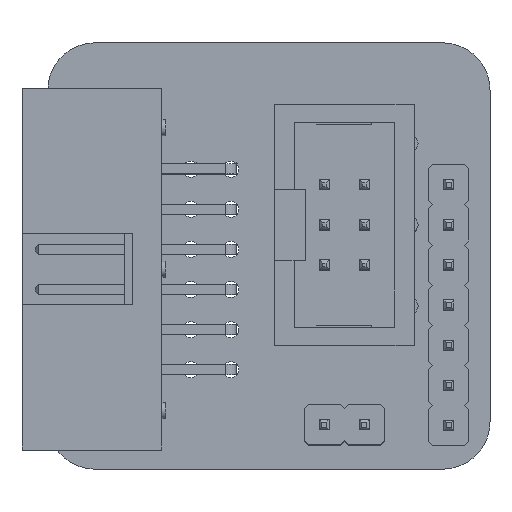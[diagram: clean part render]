
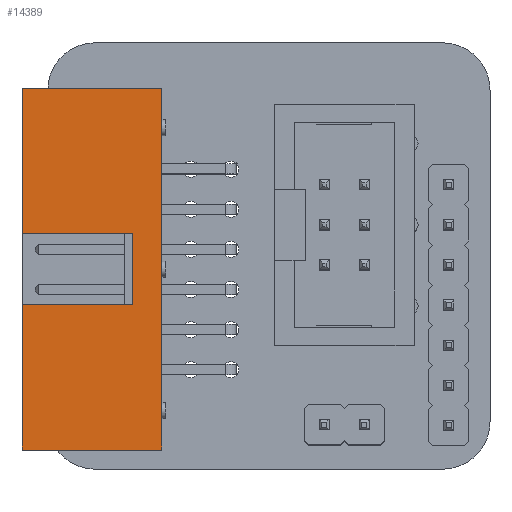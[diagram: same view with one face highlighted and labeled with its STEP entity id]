
A CAD part, top view. The second image highlights one B-rep face of the part: STEP entity #14389.
In plain terms, the highlighted planar face has unit normal (0, 0, 1).
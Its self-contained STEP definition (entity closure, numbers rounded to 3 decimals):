
#14389 = ADVANCED_FACE('',(#14390),#14404,.T.);
#14390 = FACE_BOUND('',#14391,.T.);
#14391 = EDGE_LOOP('',(#14392,#14427,#14455,#14483,#14511,#14539,#14567,
    #14595));
#14392 = ORIENTED_EDGE('',*,*,#14393,.F.);
#14393 = EDGE_CURVE('',#14394,#14396,#14398,.T.);
#14394 = VERTEX_POINT('',#14395);
#14395 = CARTESIAN_POINT('',(4.38,5.1,9.095));
#14396 = VERTEX_POINT('',#14397);
#14397 = CARTESIAN_POINT('',(13.23,5.1,9.095));
#14398 = SURFACE_CURVE('',#14399,(#14403,#14415),.PCURVE_S1.);
#14399 = LINE('',#14400,#14401);
#14400 = CARTESIAN_POINT('',(4.38,5.1,9.095));
#14401 = VECTOR('',#14402,1.);
#14402 = DIRECTION('',(1.,0.,0.));
#14403 = PCURVE('',#14404,#14409);
#14404 = PLANE('',#14405);
#14405 = AXIS2_PLACEMENT_3D('',#14406,#14407,#14408);
#14406 = CARTESIAN_POINT('',(8.805,-6.35,9.095));
#14407 = DIRECTION('',(0.,-0.,1.));
#14408 = DIRECTION('',(-1.,0.,0.));
#14409 = DEFINITIONAL_REPRESENTATION('',(#14410),#14414);
#14410 = LINE('',#14411,#14412);
#14411 = CARTESIAN_POINT('',(4.425,-11.45));
#14412 = VECTOR('',#14413,1.);
#14413 = DIRECTION('',(-1.,0.));
#14414 = ( GEOMETRIC_REPRESENTATION_CONTEXT(2) 
PARAMETRIC_REPRESENTATION_CONTEXT() REPRESENTATION_CONTEXT('2D SPACE',''
  ) );
#14415 = PCURVE('',#14416,#14421);
#14416 = PLANE('',#14417);
#14417 = AXIS2_PLACEMENT_3D('',#14418,#14419,#14420);
#14418 = CARTESIAN_POINT('',(8.805,5.1,4.67));
#14419 = DIRECTION('',(0.,1.,0.));
#14420 = DIRECTION('',(1.,0.,0.));
#14421 = DEFINITIONAL_REPRESENTATION('',(#14422),#14426);
#14422 = LINE('',#14423,#14424);
#14423 = CARTESIAN_POINT('',(-4.425,-4.425));
#14424 = VECTOR('',#14425,1.);
#14425 = DIRECTION('',(1.,0.));
#14426 = ( GEOMETRIC_REPRESENTATION_CONTEXT(2) 
PARAMETRIC_REPRESENTATION_CONTEXT() REPRESENTATION_CONTEXT('2D SPACE',''
  ) );
#14427 = ORIENTED_EDGE('',*,*,#14428,.T.);
#14428 = EDGE_CURVE('',#14394,#14429,#14431,.T.);
#14429 = VERTEX_POINT('',#14430);
#14430 = CARTESIAN_POINT('',(4.38,-17.8,9.095));
#14431 = SURFACE_CURVE('',#14432,(#14436,#14443),.PCURVE_S1.);
#14432 = LINE('',#14433,#14434);
#14433 = CARTESIAN_POINT('',(4.38,5.1,9.095));
#14434 = VECTOR('',#14435,1.);
#14435 = DIRECTION('',(0.,-1.,0.));
#14436 = PCURVE('',#14404,#14437);
#14437 = DEFINITIONAL_REPRESENTATION('',(#14438),#14442);
#14438 = LINE('',#14439,#14440);
#14439 = CARTESIAN_POINT('',(4.425,-11.45));
#14440 = VECTOR('',#14441,1.);
#14441 = DIRECTION('',(-0.,1.));
#14442 = ( GEOMETRIC_REPRESENTATION_CONTEXT(2) 
PARAMETRIC_REPRESENTATION_CONTEXT() REPRESENTATION_CONTEXT('2D SPACE',''
  ) );
#14443 = PCURVE('',#14444,#14449);
#14444 = PLANE('',#14445);
#14445 = AXIS2_PLACEMENT_3D('',#14446,#14447,#14448);
#14446 = CARTESIAN_POINT('',(4.38,-6.35,4.626));
#14447 = DIRECTION('',(-1.,-0.,0.));
#14448 = DIRECTION('',(0.,0.,1.));
#14449 = DEFINITIONAL_REPRESENTATION('',(#14450),#14454);
#14450 = LINE('',#14451,#14452);
#14451 = CARTESIAN_POINT('',(4.469,11.45));
#14452 = VECTOR('',#14453,1.);
#14453 = DIRECTION('',(0.,-1.));
#14454 = ( GEOMETRIC_REPRESENTATION_CONTEXT(2) 
PARAMETRIC_REPRESENTATION_CONTEXT() REPRESENTATION_CONTEXT('2D SPACE',''
  ) );
#14455 = ORIENTED_EDGE('',*,*,#14456,.T.);
#14456 = EDGE_CURVE('',#14429,#14457,#14459,.T.);
#14457 = VERTEX_POINT('',#14458);
#14458 = CARTESIAN_POINT('',(13.23,-17.8,9.095));
#14459 = SURFACE_CURVE('',#14460,(#14464,#14471),.PCURVE_S1.);
#14460 = LINE('',#14461,#14462);
#14461 = CARTESIAN_POINT('',(6.73,-17.8,9.095));
#14462 = VECTOR('',#14463,1.);
#14463 = DIRECTION('',(1.,0.,0.));
#14464 = PCURVE('',#14404,#14465);
#14465 = DEFINITIONAL_REPRESENTATION('',(#14466),#14470);
#14466 = LINE('',#14467,#14468);
#14467 = CARTESIAN_POINT('',(2.075,11.45));
#14468 = VECTOR('',#14469,1.);
#14469 = DIRECTION('',(-1.,0.));
#14470 = ( GEOMETRIC_REPRESENTATION_CONTEXT(2) 
PARAMETRIC_REPRESENTATION_CONTEXT() REPRESENTATION_CONTEXT('2D SPACE',''
  ) );
#14471 = PCURVE('',#14472,#14477);
#14472 = PLANE('',#14473);
#14473 = AXIS2_PLACEMENT_3D('',#14474,#14475,#14476);
#14474 = CARTESIAN_POINT('',(8.805,-17.8,4.67));
#14475 = DIRECTION('',(0.,-1.,0.));
#14476 = DIRECTION('',(-1.,0.,0.));
#14477 = DEFINITIONAL_REPRESENTATION('',(#14478),#14482);
#14478 = LINE('',#14479,#14480);
#14479 = CARTESIAN_POINT('',(2.075,-4.425));
#14480 = VECTOR('',#14481,1.);
#14481 = DIRECTION('',(-1.,0.));
#14482 = ( GEOMETRIC_REPRESENTATION_CONTEXT(2) 
PARAMETRIC_REPRESENTATION_CONTEXT() REPRESENTATION_CONTEXT('2D SPACE',''
  ) );
#14483 = ORIENTED_EDGE('',*,*,#14484,.F.);
#14484 = EDGE_CURVE('',#14485,#14457,#14487,.T.);
#14485 = VERTEX_POINT('',#14486);
#14486 = CARTESIAN_POINT('',(13.23,-8.6,9.095));
#14487 = SURFACE_CURVE('',#14488,(#14492,#14499),.PCURVE_S1.);
#14488 = LINE('',#14489,#14490);
#14489 = CARTESIAN_POINT('',(13.23,5.1,9.095));
#14490 = VECTOR('',#14491,1.);
#14491 = DIRECTION('',(0.,-1.,0.));
#14492 = PCURVE('',#14404,#14493);
#14493 = DEFINITIONAL_REPRESENTATION('',(#14494),#14498);
#14494 = LINE('',#14495,#14496);
#14495 = CARTESIAN_POINT('',(-4.425,-11.45));
#14496 = VECTOR('',#14497,1.);
#14497 = DIRECTION('',(-0.,1.));
#14498 = ( GEOMETRIC_REPRESENTATION_CONTEXT(2) 
PARAMETRIC_REPRESENTATION_CONTEXT() REPRESENTATION_CONTEXT('2D SPACE',''
  ) );
#14499 = PCURVE('',#14500,#14505);
#14500 = PLANE('',#14501);
#14501 = AXIS2_PLACEMENT_3D('',#14502,#14503,#14504);
#14502 = CARTESIAN_POINT('',(13.23,-6.35,4.67));
#14503 = DIRECTION('',(1.,0.,0.));
#14504 = DIRECTION('',(0.,0.,-1.));
#14505 = DEFINITIONAL_REPRESENTATION('',(#14506),#14510);
#14506 = LINE('',#14507,#14508);
#14507 = CARTESIAN_POINT('',(-4.425,11.45));
#14508 = VECTOR('',#14509,1.);
#14509 = DIRECTION('',(0.,-1.));
#14510 = ( GEOMETRIC_REPRESENTATION_CONTEXT(2) 
PARAMETRIC_REPRESENTATION_CONTEXT() REPRESENTATION_CONTEXT('2D SPACE',''
  ) );
#14511 = ORIENTED_EDGE('',*,*,#14512,.T.);
#14512 = EDGE_CURVE('',#14485,#14513,#14515,.T.);
#14513 = VERTEX_POINT('',#14514);
#14514 = CARTESIAN_POINT('',(6.23,-8.6,9.095));
#14515 = SURFACE_CURVE('',#14516,(#14520,#14527),.PCURVE_S1.);
#14516 = LINE('',#14517,#14518);
#14517 = CARTESIAN_POINT('',(7.518,-8.6,9.095));
#14518 = VECTOR('',#14519,1.);
#14519 = DIRECTION('',(-1.,0.,0.));
#14520 = PCURVE('',#14404,#14521);
#14521 = DEFINITIONAL_REPRESENTATION('',(#14522),#14526);
#14522 = LINE('',#14523,#14524);
#14523 = CARTESIAN_POINT('',(1.288,2.25));
#14524 = VECTOR('',#14525,1.);
#14525 = DIRECTION('',(1.,0.));
#14526 = ( GEOMETRIC_REPRESENTATION_CONTEXT(2) 
PARAMETRIC_REPRESENTATION_CONTEXT() REPRESENTATION_CONTEXT('2D SPACE',''
  ) );
#14527 = PCURVE('',#14528,#14533);
#14528 = PLANE('',#14529);
#14529 = AXIS2_PLACEMENT_3D('',#14530,#14531,#14532);
#14530 = CARTESIAN_POINT('',(6.23,-8.6,11.095));
#14531 = DIRECTION('',(0.,1.,0.));
#14532 = DIRECTION('',(0.,0.,-1.));
#14533 = DEFINITIONAL_REPRESENTATION('',(#14534),#14538);
#14534 = LINE('',#14535,#14536);
#14535 = CARTESIAN_POINT('',(2.,-1.288));
#14536 = VECTOR('',#14537,1.);
#14537 = DIRECTION('',(0.,1.));
#14538 = ( GEOMETRIC_REPRESENTATION_CONTEXT(2) 
PARAMETRIC_REPRESENTATION_CONTEXT() REPRESENTATION_CONTEXT('2D SPACE',''
  ) );
#14539 = ORIENTED_EDGE('',*,*,#14540,.T.);
#14540 = EDGE_CURVE('',#14513,#14541,#14543,.T.);
#14541 = VERTEX_POINT('',#14542);
#14542 = CARTESIAN_POINT('',(6.23,-4.1,9.095));
#14543 = SURFACE_CURVE('',#14544,(#14548,#14555),.PCURVE_S1.);
#14544 = LINE('',#14545,#14546);
#14545 = CARTESIAN_POINT('',(6.23,-6.35,9.095));
#14546 = VECTOR('',#14547,1.);
#14547 = DIRECTION('',(0.,1.,0.));
#14548 = PCURVE('',#14404,#14549);
#14549 = DEFINITIONAL_REPRESENTATION('',(#14550),#14554);
#14550 = LINE('',#14551,#14552);
#14551 = CARTESIAN_POINT('',(2.575,-0.));
#14552 = VECTOR('',#14553,1.);
#14553 = DIRECTION('',(0.,-1.));
#14554 = ( GEOMETRIC_REPRESENTATION_CONTEXT(2) 
PARAMETRIC_REPRESENTATION_CONTEXT() REPRESENTATION_CONTEXT('2D SPACE',''
  ) );
#14555 = PCURVE('',#14556,#14561);
#14556 = PLANE('',#14557);
#14557 = AXIS2_PLACEMENT_3D('',#14558,#14559,#14560);
#14558 = CARTESIAN_POINT('',(6.23,-6.35,9.095));
#14559 = DIRECTION('',(1.,0.,0.));
#14560 = DIRECTION('',(0.,0.,-1.));
#14561 = DEFINITIONAL_REPRESENTATION('',(#14562),#14566);
#14562 = LINE('',#14563,#14564);
#14563 = CARTESIAN_POINT('',(0.,0.));
#14564 = VECTOR('',#14565,1.);
#14565 = DIRECTION('',(0.,1.));
#14566 = ( GEOMETRIC_REPRESENTATION_CONTEXT(2) 
PARAMETRIC_REPRESENTATION_CONTEXT() REPRESENTATION_CONTEXT('2D SPACE',''
  ) );
#14567 = ORIENTED_EDGE('',*,*,#14568,.T.);
#14568 = EDGE_CURVE('',#14541,#14569,#14571,.T.);
#14569 = VERTEX_POINT('',#14570);
#14570 = CARTESIAN_POINT('',(13.23,-4.1,9.095));
#14571 = SURFACE_CURVE('',#14572,(#14576,#14583),.PCURVE_S1.);
#14572 = LINE('',#14573,#14574);
#14573 = CARTESIAN_POINT('',(7.518,-4.1,9.095));
#14574 = VECTOR('',#14575,1.);
#14575 = DIRECTION('',(1.,0.,0.));
#14576 = PCURVE('',#14404,#14577);
#14577 = DEFINITIONAL_REPRESENTATION('',(#14578),#14582);
#14578 = LINE('',#14579,#14580);
#14579 = CARTESIAN_POINT('',(1.288,-2.25));
#14580 = VECTOR('',#14581,1.);
#14581 = DIRECTION('',(-1.,0.));
#14582 = ( GEOMETRIC_REPRESENTATION_CONTEXT(2) 
PARAMETRIC_REPRESENTATION_CONTEXT() REPRESENTATION_CONTEXT('2D SPACE',''
  ) );
#14583 = PCURVE('',#14584,#14589);
#14584 = PLANE('',#14585);
#14585 = AXIS2_PLACEMENT_3D('',#14586,#14587,#14588);
#14586 = CARTESIAN_POINT('',(6.23,-4.1,7.095));
#14587 = DIRECTION('',(0.,-1.,0.));
#14588 = DIRECTION('',(0.,0.,1.));
#14589 = DEFINITIONAL_REPRESENTATION('',(#14590),#14594);
#14590 = LINE('',#14591,#14592);
#14591 = CARTESIAN_POINT('',(2.,-1.288));
#14592 = VECTOR('',#14593,1.);
#14593 = DIRECTION('',(0.,-1.));
#14594 = ( GEOMETRIC_REPRESENTATION_CONTEXT(2) 
PARAMETRIC_REPRESENTATION_CONTEXT() REPRESENTATION_CONTEXT('2D SPACE',''
  ) );
#14595 = ORIENTED_EDGE('',*,*,#14596,.F.);
#14596 = EDGE_CURVE('',#14396,#14569,#14597,.T.);
#14597 = SURFACE_CURVE('',#14598,(#14602,#14609),.PCURVE_S1.);
#14598 = LINE('',#14599,#14600);
#14599 = CARTESIAN_POINT('',(13.23,5.1,9.095));
#14600 = VECTOR('',#14601,1.);
#14601 = DIRECTION('',(0.,-1.,0.));
#14602 = PCURVE('',#14404,#14603);
#14603 = DEFINITIONAL_REPRESENTATION('',(#14604),#14608);
#14604 = LINE('',#14605,#14606);
#14605 = CARTESIAN_POINT('',(-4.425,-11.45));
#14606 = VECTOR('',#14607,1.);
#14607 = DIRECTION('',(-0.,1.));
#14608 = ( GEOMETRIC_REPRESENTATION_CONTEXT(2) 
PARAMETRIC_REPRESENTATION_CONTEXT() REPRESENTATION_CONTEXT('2D SPACE',''
  ) );
#14609 = PCURVE('',#14500,#14610);
#14610 = DEFINITIONAL_REPRESENTATION('',(#14611),#14615);
#14611 = LINE('',#14612,#14613);
#14612 = CARTESIAN_POINT('',(-4.425,11.45));
#14613 = VECTOR('',#14614,1.);
#14614 = DIRECTION('',(0.,-1.));
#14615 = ( GEOMETRIC_REPRESENTATION_CONTEXT(2) 
PARAMETRIC_REPRESENTATION_CONTEXT() REPRESENTATION_CONTEXT('2D SPACE',''
  ) );
